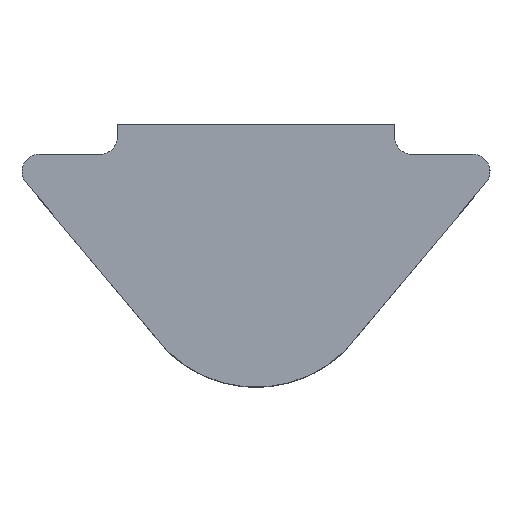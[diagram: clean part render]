
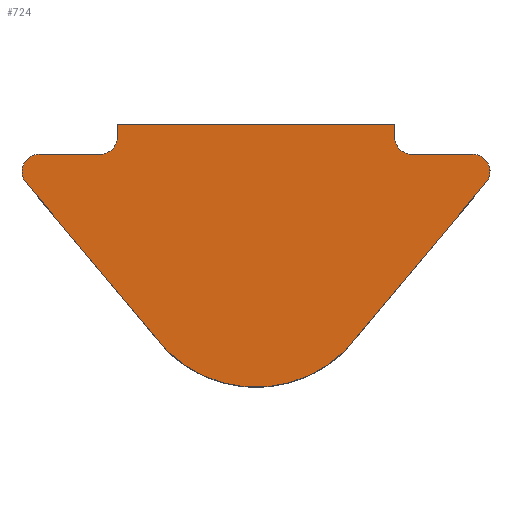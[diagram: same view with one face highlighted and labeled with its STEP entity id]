
A CAD part, left-side view. The second image highlights one B-rep face of the part: STEP entity #724.
In plain terms, the highlighted planar face has unit normal (-1, 0, 0).
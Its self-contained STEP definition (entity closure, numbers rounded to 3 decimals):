
#294=CARTESIAN_POINT('',(7.,13.397,-5.354));
#295=VERTEX_POINT('',#294);
#302=CARTESIAN_POINT('',(7.,17.425,-10.157));
#303=VERTEX_POINT('',#302);
#304=CARTESIAN_POINT('',(7.,17.425,-10.157));
#305=DIRECTION('',(0.,-0.643,0.766));
#306=VECTOR('',#305,6.268);
#307=LINE('',#304,#306);
#308=EDGE_CURVE('',#303,#295,#307,.T.);
#359=CARTESIAN_POINT('',(7.0,24.,-4.));
#360=VERTEX_POINT('',#359);
#367=CARTESIAN_POINT('',(7.0,24.,-3.65));
#368=VERTEX_POINT('',#367);
#369=CARTESIAN_POINT('',(7.0,24.,-3.65));
#370=DIRECTION('',(0.0,0.0,-1.0));
#371=VECTOR('',#370,0.35);
#372=LINE('',#369,#371);
#373=EDGE_CURVE('',#368,#360,#372,.T.);
#398=CARTESIAN_POINT('',(7.,24.5,-4.5));
#399=VERTEX_POINT('',#398);
#406=CARTESIAN_POINT('',(7.0,24.5,-4.));
#407=DIRECTION('',(1.,0.,0.));
#408=DIRECTION('',(0.,-0.707,-0.707));
#409=AXIS2_PLACEMENT_3D('',#406,#407,#408);
#410=CIRCLE('',#409,0.5);
#411=EDGE_CURVE('',#360,#399,#410,.T.);
#430=CARTESIAN_POINT('',(7.,26.25,-4.5));
#431=VERTEX_POINT('',#430);
#438=CARTESIAN_POINT('',(7.,24.5,-4.5));
#439=DIRECTION('',(0.0,1.0,0.0));
#440=VECTOR('',#439,1.75);
#441=LINE('',#438,#440);
#442=EDGE_CURVE('',#399,#431,#441,.T.);
#462=CARTESIAN_POINT('',(7.,26.603,-5.354));
#463=VERTEX_POINT('',#462);
#470=CARTESIAN_POINT('',(7.,26.25,-5.));
#471=DIRECTION('',(-1.0,0.,0.));
#472=DIRECTION('',(0.,0.924,0.382));
#473=AXIS2_PLACEMENT_3D('',#470,#471,#472);
#474=CIRCLE('',#473,0.5);
#475=EDGE_CURVE('',#431,#463,#474,.T.);
#488=CARTESIAN_POINT('',(7.,22.575,-10.157));
#489=VERTEX_POINT('',#488);
#496=CARTESIAN_POINT('',(7.,26.603,-5.354));
#497=DIRECTION('',(0.0,-0.643,-0.766));
#498=VECTOR('',#497,6.268);
#499=LINE('',#496,#498);
#500=EDGE_CURVE('',#463,#489,#499,.T.);
#520=CARTESIAN_POINT('',(7.0,20.,-7.57));
#521=DIRECTION('',(-1.0,0.0,0.0));
#522=DIRECTION('',(0.0,0.0,-1.0));
#523=AXIS2_PLACEMENT_3D('',#520,#521,#522);
#524=CIRCLE('',#523,3.65);
#525=EDGE_CURVE('',#489,#303,#524,.T.);
#545=CARTESIAN_POINT('',(7.,13.75,-4.5));
#546=VERTEX_POINT('',#545);
#553=CARTESIAN_POINT('',(7.,13.75,-5.));
#554=DIRECTION('',(-1.,0.,0.));
#555=DIRECTION('',(0.,-0.924,0.382));
#556=AXIS2_PLACEMENT_3D('',#553,#554,#555);
#557=CIRCLE('',#556,0.5);
#558=EDGE_CURVE('',#295,#546,#557,.T.);
#577=CARTESIAN_POINT('',(7.,15.5,-4.5));
#578=VERTEX_POINT('',#577);
#585=CARTESIAN_POINT('',(7.,13.75,-4.5));
#586=DIRECTION('',(0.0,1.0,0.0));
#587=VECTOR('',#586,1.75);
#588=LINE('',#585,#587);
#589=EDGE_CURVE('',#546,#578,#588,.T.);
#609=CARTESIAN_POINT('',(7.0,16.,-4.));
#610=VERTEX_POINT('',#609);
#617=CARTESIAN_POINT('',(7.,15.5,-4.));
#618=DIRECTION('',(1.,0.,0.));
#619=DIRECTION('',(0.,0.707,-0.707));
#620=AXIS2_PLACEMENT_3D('',#617,#618,#619);
#621=CIRCLE('',#620,0.5);
#622=EDGE_CURVE('',#578,#610,#621,.T.);
#641=CARTESIAN_POINT('',(7.0,16.,-3.65));
#642=VERTEX_POINT('',#641);
#649=CARTESIAN_POINT('',(7.0,16.,-4.));
#650=DIRECTION('',(0.0,0.0,1.0));
#651=VECTOR('',#650,0.35);
#652=LINE('',#649,#651);
#653=EDGE_CURVE('',#610,#642,#652,.T.);
#671=CARTESIAN_POINT('',(7.0,16.,-3.65));
#672=DIRECTION('',(0.0,1.0,0.0));
#673=VECTOR('',#672,8.0);
#674=LINE('',#671,#673);
#675=EDGE_CURVE('',#642,#368,#674,.T.);
#705=CARTESIAN_POINT('',(7.0,20.,-6.537));
#706=DIRECTION('',(-1.0,0.0,0.0));
#707=DIRECTION('',(0.0,0.0,1.0));
#708=AXIS2_PLACEMENT_3D('',#705,#706,#707);
#709=PLANE('',#708);
#710=ORIENTED_EDGE('',*,*,#675,.T.);
#711=ORIENTED_EDGE('',*,*,#373,.T.);
#712=ORIENTED_EDGE('',*,*,#411,.T.);
#713=ORIENTED_EDGE('',*,*,#442,.T.);
#714=ORIENTED_EDGE('',*,*,#475,.T.);
#715=ORIENTED_EDGE('',*,*,#500,.T.);
#716=ORIENTED_EDGE('',*,*,#525,.T.);
#717=ORIENTED_EDGE('',*,*,#308,.T.);
#718=ORIENTED_EDGE('',*,*,#558,.T.);
#719=ORIENTED_EDGE('',*,*,#589,.T.);
#720=ORIENTED_EDGE('',*,*,#622,.T.);
#721=ORIENTED_EDGE('',*,*,#653,.T.);
#722=EDGE_LOOP('',(#710,#711,#712,#713,#714,#715,#716,#717,#718,#719,#720,#721));
#723=FACE_OUTER_BOUND('',#722,.T.);
#724=ADVANCED_FACE('',(#723),#709,.T.);
